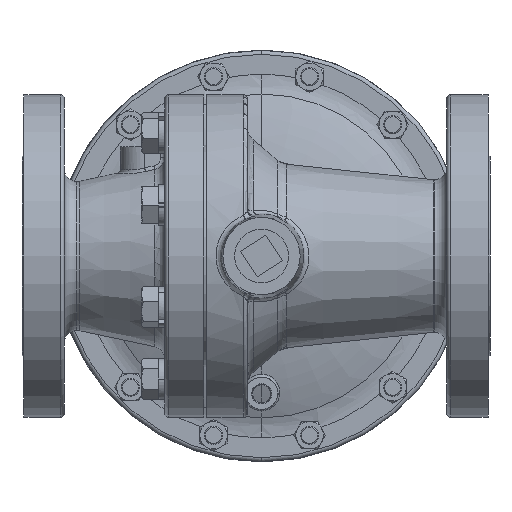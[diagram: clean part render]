
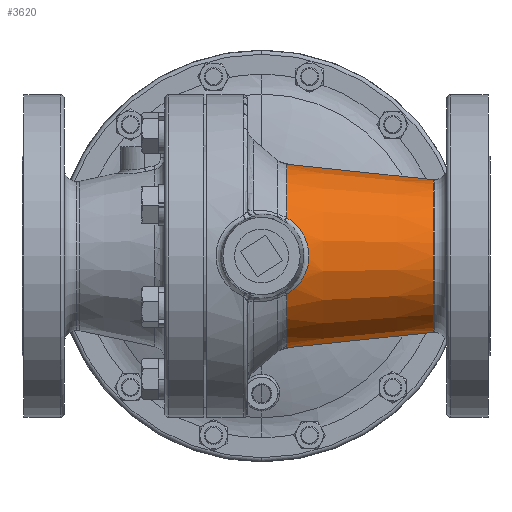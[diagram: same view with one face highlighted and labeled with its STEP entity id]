
A CAD part, front view. The second image highlights one B-rep face of the part: STEP entity #3620.
In plain terms, the highlighted conical face has half-angle 6 degrees and reference radius 60.078 mm.
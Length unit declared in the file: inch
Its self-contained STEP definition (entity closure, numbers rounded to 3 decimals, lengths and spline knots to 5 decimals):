
#269 = EDGE_CURVE ( 'NONE', #31989, #2276, #3428, .T. ) ;
#1026 = CARTESIAN_POINT ( 'NONE',  ( 5.31828, 0., 2.36528 ) ) ;
#1191 = VERTEX_POINT ( 'NONE', #2337 ) ;
#2251 = CARTESIAN_POINT ( 'NONE',  ( 1.45031, -2.76185, 0.2424 ) ) ;
#2276 = VERTEX_POINT ( 'NONE', #32983 ) ;
#2337 = CARTESIAN_POINT ( 'NONE',  ( 0.77403, 0., 2.8429 ) ) ;
#2386 = CARTESIAN_POINT ( 'NONE',  ( 1.4381, -2.75732, -0.30123 ) ) ;
#2506 = CARTESIAN_POINT ( 'NONE',  ( 0.97069, -2.61738, 1.05628 ) ) ;
#2627 = CARTESIAN_POINT ( 'NONE',  ( 1.33724, -2.72166, 0.58713 ) ) ;
#2767 = CARTESIAN_POINT ( 'NONE',  ( 1.4659, -2.76767, -0.12175 ) ) ;
#3428 = LINE ( 'NONE', #7800, #5331 ) ;
#3620 = ADVANCED_FACE ( 'NONE', ( #18645 ), #26195, .T. ) ;
#5015 = CARTESIAN_POINT ( 'NONE',  ( 0.87606, -2.59744, 1.12958 ) ) ;
#5282 = CARTESIAN_POINT ( 'NONE',  ( 1.09992, -2.6496, 0.93199 ) ) ;
#5331 = VECTOR ( 'NONE', #13991, 39.37008 ) ;
#5403 = CARTESIAN_POINT ( 'NONE',  ( 0.82634, -2.58806, -1.16353 ) ) ;
#5534 = CARTESIAN_POINT ( 'NONE',  ( 1.40453, -2.74517, -0.41779 ) ) ;
#5679 = CARTESIAN_POINT ( 'NONE',  ( 1.38422, -2.73796, -0.47535 ) ) ;
#5795 = CARTESIAN_POINT ( 'NONE',  ( 1.21504, -2.6823, 0.79263 ) ) ;
#7129 = CIRCLE ( 'NONE', #13644, 2.8429 ) ;
#7574 = EDGE_CURVE ( 'NONE', #35668, #1191, #7129, .T. ) ;
#7800 = CARTESIAN_POINT ( 'NONE',  ( 5.31828, 0., -2.36528 ) ) ;
#7944 = DIRECTION ( 'NONE',  ( 0., 0., 1. ) ) ;
#8268 = CARTESIAN_POINT ( 'NONE',  ( 1.13942, -2.66042, -0.88763 ) ) ;
#8414 = CARTESIAN_POINT ( 'NONE',  ( 1.24886, -2.69279, 0.74325 ) ) ;
#8489 = DIRECTION ( 'NONE',  ( -1., 0., 0. ) ) ;
#8626 = ORIENTED_EDGE ( 'NONE', *, *, #13838, .F. ) ;
#8671 = CARTESIAN_POINT ( 'NONE',  ( 1.37305, -2.73404, 0.50387 ) ) ;
#8888 = EDGE_CURVE ( 'NONE', #35668, #30483, #32596, .T. ) ;
#9202 = EDGE_CURVE ( 'NONE', #22996, #1191, #28213, .T. ) ;
#10196 = ORIENTED_EDGE ( 'NONE', *, *, #8888, .T. ) ;
#10535 = DIRECTION ( 'NONE',  ( -1., 0., 0. ) ) ;
#11319 = CARTESIAN_POINT ( 'NONE',  ( 1.46278, -2.7665, -0.15197 ) ) ;
#11711 = CARTESIAN_POINT ( 'NONE',  ( 1.24866, -2.69273, -0.74356 ) ) ;
#11828 = CARTESIAN_POINT ( 'NONE',  ( 1.45038, -2.76188, -0.24202 ) ) ;
#11934 = DIRECTION ( 'NONE',  ( -1., 0., 0. ) ) ;
#12554 = AXIS2_PLACEMENT_3D ( 'NONE', #32280, #8489, #14272 ) ;
#13644 = AXIS2_PLACEMENT_3D ( 'NONE', #28543, #10535, #19355 ) ;
#13720 = CARTESIAN_POINT ( 'NONE',  ( 0.77403, 0., 0. ) ) ;
#13838 = EDGE_CURVE ( 'NONE', #2276, #30483, #19464, .T. ) ;
#13991 = DIRECTION ( 'NONE',  ( -0.995, 0., -0.105 ) ) ;
#13992 = ORIENTED_EDGE ( 'NONE', *, *, #7574, .F. ) ;
#14272 = DIRECTION ( 'NONE',  ( 0., 0., 1. ) ) ;
#14324 = CARTESIAN_POINT ( 'NONE',  ( 1.30995, -2.71246, 0.6405 ) ) ;
#14501 = AXIS2_PLACEMENT_3D ( 'NONE', #29429, #11934, #17883 ) ;
#14715 = CARTESIAN_POINT ( 'NONE',  ( 0.87605, -2.59743, -1.12958 ) ) ;
#15087 = ORIENTED_EDGE ( 'NONE', *, *, #269, .F. ) ;
#16784 = CARTESIAN_POINT ( 'NONE',  ( 5.31828, 0., 2.36528 ) ) ;
#17059 = DIRECTION ( 'NONE',  ( -0.995, 0., 0.105 ) ) ;
#17358 = CARTESIAN_POINT ( 'NONE',  ( 1.38416, -2.73794, 0.47551 ) ) ;
#17760 = CARTESIAN_POINT ( 'NONE',  ( 1.43803, -2.75729, 0.30149 ) ) ;
#17883 = DIRECTION ( 'NONE',  ( 0., 0., 1. ) ) ;
#17894 = CARTESIAN_POINT ( 'NONE',  ( 1.41368, -2.74846, -0.3888 ) ) ;
#18376 = ORIENTED_EDGE ( 'NONE', *, *, #28891, .T. ) ;
#18645 = FACE_OUTER_BOUND ( 'NONE', #36129, .T. ) ;
#19355 = DIRECTION ( 'NONE',  ( 0., 0., 1. ) ) ;
#19441 = CARTESIAN_POINT ( 'NONE',  ( 5.31828, 0., -2.36528 ) ) ;
#19464 = CIRCLE ( 'NONE', #25715, 2.8429 ) ;
#19666 = DIRECTION ( 'NONE',  ( -1., 0., 0. ) ) ;
#19961 = CIRCLE ( 'NONE', #14501, 2.36528 ) ;
#20239 = VECTOR ( 'NONE', #17059, 39.37008 ) ;
#20268 = CARTESIAN_POINT ( 'NONE',  ( 1.01559, -2.62794, 1.01693 ) ) ;
#20383 = CARTESIAN_POINT ( 'NONE',  ( 1.47109, -2.76962, 0.06206 ) ) ;
#20631 = CARTESIAN_POINT ( 'NONE',  ( 1.15879, -2.6659, -0.86448 ) ) ;
#20758 = CARTESIAN_POINT ( 'NONE',  ( 0.77403, -2.57966, -1.19475 ) ) ;
#22996 = VERTEX_POINT ( 'NONE', #1026 ) ;
#23260 = CARTESIAN_POINT ( 'NONE',  ( 1.47113, -2.76964, -0.03011 ) ) ;
#23399 = CARTESIAN_POINT ( 'NONE',  ( 1.01538, -2.62789, -1.01711 ) ) ;
#23533 = CARTESIAN_POINT ( 'NONE',  ( 1.40448, -2.74515, 0.41795 ) ) ;
#23657 = CARTESIAN_POINT ( 'NONE',  ( 1.07894, -2.64405, -0.95411 ) ) ;
#23793 = CARTESIAN_POINT ( 'NONE',  ( 1.07929, -2.64414, 0.95375 ) ) ;
#25657 = CARTESIAN_POINT ( 'NONE',  ( 0.82633, -2.58806, 1.16354 ) ) ;
#25715 = AXIS2_PLACEMENT_3D ( 'NONE', #13720, #19666, #7944 ) ;
#26195 = CONICAL_SURFACE ( 'NONE', #12554, 2.36528, 0.105 ) ;
#26298 = CARTESIAN_POINT ( 'NONE',  ( 1.09952, -2.6495, -0.93243 ) ) ;
#26439 = CARTESIAN_POINT ( 'NONE',  ( 1.15938, -2.66607, 0.86376 ) ) ;
#26705 = CARTESIAN_POINT ( 'NONE',  ( 1.33727, -2.72167, -0.58708 ) ) ;
#27276 = CARTESIAN_POINT ( 'NONE',  ( 0.77403, -2.57966, -1.19475 ) ) ;
#28213 = LINE ( 'NONE', #16784, #20239 ) ;
#28543 = CARTESIAN_POINT ( 'NONE',  ( 0.77403, 0., 0. ) ) ;
#28891 = EDGE_CURVE ( 'NONE', #31989, #22996, #19961, .T. ) ;
#29429 = CARTESIAN_POINT ( 'NONE',  ( 5.31828, 0., 0. ) ) ;
#29440 = CARTESIAN_POINT ( 'NONE',  ( 1.46684, -2.76801, 0.12268 ) ) ;
#29706 = CARTESIAN_POINT ( 'NONE',  ( 1.30993, -2.71246, -0.64055 ) ) ;
#29822 = CARTESIAN_POINT ( 'NONE',  ( 1.21473, -2.68221, -0.79309 ) ) ;
#30483 = VERTEX_POINT ( 'NONE', #27276 ) ;
#31989 = VERTEX_POINT ( 'NONE', #19441 ) ;
#32280 = CARTESIAN_POINT ( 'NONE',  ( 5.31828, 0., 0. ) ) ;
#32340 = CARTESIAN_POINT ( 'NONE',  ( 1.37311, -2.73406, -0.50373 ) ) ;
#32596 = B_SPLINE_CURVE_WITH_KNOTS ( 'NONE', 3,
 ( #35245, #25657, #5015, #2506, #20268, #23793, #5282, #35374, #26439, #5795, #8414, #14324, #2627, #8671, #17358, #23533, #38412, #17760, #2251, #29440, #20383, #23260, #38786, #2767, #11319, #11828, #2386, #17894, #5534, #5679, #32340, #26705, #29706, #11711, #29822, #20631, #8268, #26298, #23657, #23399, #32732, #14715, #5403, #20758 ),
 .UNSPECIFIED., .F., .F.,
 ( 4, 2, 2, 2, 2, 2, 2, 2, 2, 2, 2, 2, 2, 2, 2, 2, 2, 2, 2, 2, 2, 4 ),
 ( 0., 0.00462, 0.00924, 0.01155, 0.01386, 0.01847, 0.02309, 0.0254, 0.02771, 0.03233, 0.03695, 0.03926, 0.04157, 0.04619, 0.0485, 0.0508, 0.05542, 0.06004, 0.06235, 0.06466, 0.06928, 0.0739 ),
 .UNSPECIFIED. ) ;
#32732 = CARTESIAN_POINT ( 'NONE',  ( 0.97057, -2.61735, -1.05637 ) ) ;
#32983 = CARTESIAN_POINT ( 'NONE',  ( 0.77403, 0., -2.8429 ) ) ;
#33111 = CARTESIAN_POINT ( 'NONE',  ( 0.77403, -2.57966, 1.19475 ) ) ;
#35245 = CARTESIAN_POINT ( 'NONE',  ( 0.77403, -2.57966, 1.19475 ) ) ;
#35374 = CARTESIAN_POINT ( 'NONE',  ( 1.13994, -2.66056, 0.88703 ) ) ;
#35668 = VERTEX_POINT ( 'NONE', #33111 ) ;
#36129 = EDGE_LOOP ( 'NONE', ( #15087, #18376, #38898, #13992, #10196, #8626 ) ) ;
#38412 = CARTESIAN_POINT ( 'NONE',  ( 1.41362, -2.74844, 0.38898 ) ) ;
#38786 = CARTESIAN_POINT ( 'NONE',  ( 1.47008, -2.76924, -0.06087 ) ) ;
#38898 = ORIENTED_EDGE ( 'NONE', *, *, #9202, .T. ) ;
